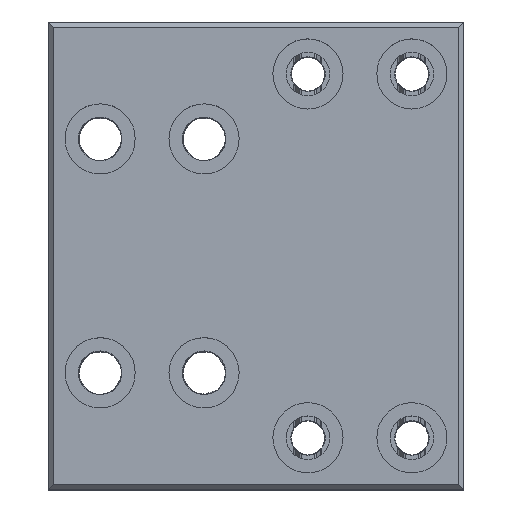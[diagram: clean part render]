
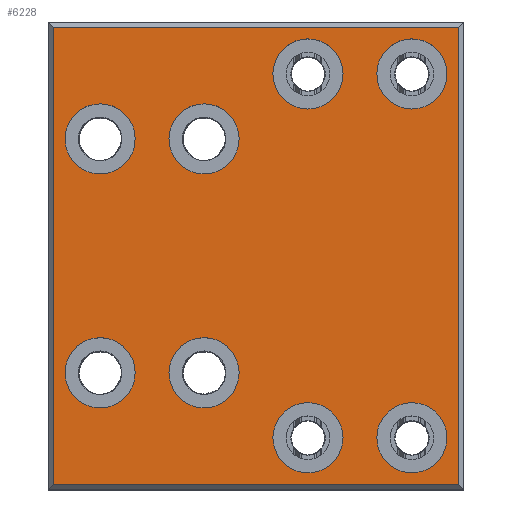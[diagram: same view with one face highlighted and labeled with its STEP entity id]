
A CAD part, top view. The second image highlights one B-rep face of the part: STEP entity #6228.
In plain terms, the highlighted planar face has unit normal (0, 0, 1).
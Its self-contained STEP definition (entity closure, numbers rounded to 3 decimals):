
#5768=CARTESIAN_POINT('',(16.75,22.5,32.5));
#5769=VERTEX_POINT('',#5768);
#5770=CARTESIAN_POINT('',(10.,22.5,32.5));
#5771=DIRECTION('',(0.0,0.0,-1.0));
#5772=DIRECTION('',(1.0,0.0,0.0));
#5773=AXIS2_PLACEMENT_3D('',#5770,#5771,#5772);
#5774=CIRCLE('',#5773,6.75);
#5775=EDGE_CURVE('',#5769,#5769,#5774,.T.);
#5878=CARTESIAN_POINT('',(36.75,22.5,32.5));
#5879=VERTEX_POINT('',#5878);
#5880=CARTESIAN_POINT('',(30.,22.5,32.5));
#5881=DIRECTION('',(0.0,0.0,-1.0));
#5882=DIRECTION('',(1.0,0.0,0.0));
#5883=AXIS2_PLACEMENT_3D('',#5880,#5881,#5882);
#5884=CIRCLE('',#5883,6.75);
#5885=EDGE_CURVE('',#5879,#5879,#5884,.T.);
#5939=CARTESIAN_POINT('',(79.0,89.0,32.5));
#5940=VERTEX_POINT('',#5939);
#5941=CARTESIAN_POINT('',(79.0,1.,32.5));
#5942=VERTEX_POINT('',#5941);
#5943=CARTESIAN_POINT('',(79.0,89.0,32.5));
#5944=DIRECTION('',(0.0,-1.0,0.0));
#5945=VECTOR('',#5944,88.0);
#5946=LINE('',#5943,#5945);
#5947=EDGE_CURVE('',#5940,#5942,#5946,.T.);
#5979=CARTESIAN_POINT('',(1.,1.,32.5));
#5980=VERTEX_POINT('',#5979);
#5981=CARTESIAN_POINT('',(79.0,1.,32.5));
#5982=DIRECTION('',(-1.0,0.0,0.0));
#5983=VECTOR('',#5982,78.0);
#5984=LINE('',#5981,#5983);
#5985=EDGE_CURVE('',#5942,#5980,#5984,.T.);
#6010=CARTESIAN_POINT('',(1.,89.0,32.5));
#6011=VERTEX_POINT('',#6010);
#6012=CARTESIAN_POINT('',(1.,1.,32.5));
#6013=DIRECTION('',(0.0,1.0,0.0));
#6014=VECTOR('',#6013,88.0);
#6015=LINE('',#6012,#6014);
#6016=EDGE_CURVE('',#5980,#6011,#6015,.T.);
#6041=CARTESIAN_POINT('',(1.,89.0,32.5));
#6042=DIRECTION('',(1.0,0.0,0.0));
#6043=VECTOR('',#6042,78.);
#6044=LINE('',#6041,#6043);
#6045=EDGE_CURVE('',#6011,#5940,#6044,.T.);
#6145=CARTESIAN_POINT('',(40.,45.,32.5));
#6146=DIRECTION('',(0.0,0.0,1.0));
#6147=DIRECTION('',(1.0,0.0,0.0));
#6148=AXIS2_PLACEMENT_3D('',#6145,#6146,#6147);
#6149=PLANE('',#6148);
#6150=ORIENTED_EDGE('',*,*,#5947,.F.);
#6151=ORIENTED_EDGE('',*,*,#6045,.F.);
#6152=ORIENTED_EDGE('',*,*,#6016,.F.);
#6153=ORIENTED_EDGE('',*,*,#5985,.F.);
#6154=EDGE_LOOP('',(#6150,#6151,#6152,#6153));
#6155=FACE_OUTER_BOUND('',#6154,.T.);
#6156=ORIENTED_EDGE('',*,*,#5775,.T.);
#6157=EDGE_LOOP('',(#6156));
#6158=FACE_BOUND('',#6157,.T.);
#6159=ORIENTED_EDGE('',*,*,#5885,.T.);
#6160=EDGE_LOOP('',(#6159));
#6161=FACE_BOUND('',#6160,.T.);
#6162=CARTESIAN_POINT('',(16.75,67.5,32.5));
#6163=VERTEX_POINT('',#6162);
#6164=CARTESIAN_POINT('',(10.,67.5,32.5));
#6165=DIRECTION('',(0.0,0.0,-1.0));
#6166=DIRECTION('',(1.0,0.0,0.0));
#6167=AXIS2_PLACEMENT_3D('',#6164,#6165,#6166);
#6168=CIRCLE('',#6167,6.75);
#6169=EDGE_CURVE('',#6163,#6163,#6168,.T.);
#6170=ORIENTED_EDGE('',*,*,#6169,.T.);
#6171=EDGE_LOOP('',(#6170));
#6172=FACE_BOUND('',#6171,.T.);
#6173=CARTESIAN_POINT('',(36.75,67.5,32.5));
#6174=VERTEX_POINT('',#6173);
#6175=CARTESIAN_POINT('',(30.,67.5,32.5));
#6176=DIRECTION('',(0.0,0.0,-1.0));
#6177=DIRECTION('',(1.0,0.0,0.0));
#6178=AXIS2_PLACEMENT_3D('',#6175,#6176,#6177);
#6179=CIRCLE('',#6178,6.75);
#6180=EDGE_CURVE('',#6174,#6174,#6179,.T.);
#6181=ORIENTED_EDGE('',*,*,#6180,.T.);
#6182=EDGE_LOOP('',(#6181));
#6183=FACE_BOUND('',#6182,.T.);
#6184=CARTESIAN_POINT('',(56.75,80.0,32.5));
#6185=VERTEX_POINT('',#6184);
#6186=CARTESIAN_POINT('',(50.,80.0,32.5));
#6187=DIRECTION('',(0.0,0.0,-1.0));
#6188=DIRECTION('',(1.0,0.0,0.0));
#6189=AXIS2_PLACEMENT_3D('',#6186,#6187,#6188);
#6190=CIRCLE('',#6189,6.75);
#6191=EDGE_CURVE('',#6185,#6185,#6190,.T.);
#6192=ORIENTED_EDGE('',*,*,#6191,.T.);
#6193=EDGE_LOOP('',(#6192));
#6194=FACE_BOUND('',#6193,.T.);
#6195=CARTESIAN_POINT('',(76.75,80.0,32.5));
#6196=VERTEX_POINT('',#6195);
#6197=CARTESIAN_POINT('',(70.,80.0,32.5));
#6198=DIRECTION('',(0.0,0.0,-1.0));
#6199=DIRECTION('',(1.0,0.0,0.0));
#6200=AXIS2_PLACEMENT_3D('',#6197,#6198,#6199);
#6201=CIRCLE('',#6200,6.75);
#6202=EDGE_CURVE('',#6196,#6196,#6201,.T.);
#6203=ORIENTED_EDGE('',*,*,#6202,.T.);
#6204=EDGE_LOOP('',(#6203));
#6205=FACE_BOUND('',#6204,.T.);
#6206=CARTESIAN_POINT('',(76.75,10.0,32.5));
#6207=VERTEX_POINT('',#6206);
#6208=CARTESIAN_POINT('',(70.0,10.0,32.5));
#6209=DIRECTION('',(0.0,0.0,-1.0));
#6210=DIRECTION('',(1.0,0.0,0.0));
#6211=AXIS2_PLACEMENT_3D('',#6208,#6209,#6210);
#6212=CIRCLE('',#6211,6.75);
#6213=EDGE_CURVE('',#6207,#6207,#6212,.T.);
#6214=ORIENTED_EDGE('',*,*,#6213,.T.);
#6215=EDGE_LOOP('',(#6214));
#6216=FACE_BOUND('',#6215,.T.);
#6217=CARTESIAN_POINT('',(56.75,10.0,32.5));
#6218=VERTEX_POINT('',#6217);
#6219=CARTESIAN_POINT('',(50.0,10.0,32.5));
#6220=DIRECTION('',(0.0,0.0,-1.0));
#6221=DIRECTION('',(1.0,0.0,0.0));
#6222=AXIS2_PLACEMENT_3D('',#6219,#6220,#6221);
#6223=CIRCLE('',#6222,6.75);
#6224=EDGE_CURVE('',#6218,#6218,#6223,.T.);
#6225=ORIENTED_EDGE('',*,*,#6224,.T.);
#6226=EDGE_LOOP('',(#6225));
#6227=FACE_BOUND('',#6226,.T.);
#6228=ADVANCED_FACE('',(#6155,#6158,#6161,#6172,#6183,#6194,#6205,#6216,#6227),#6149,.T.);
